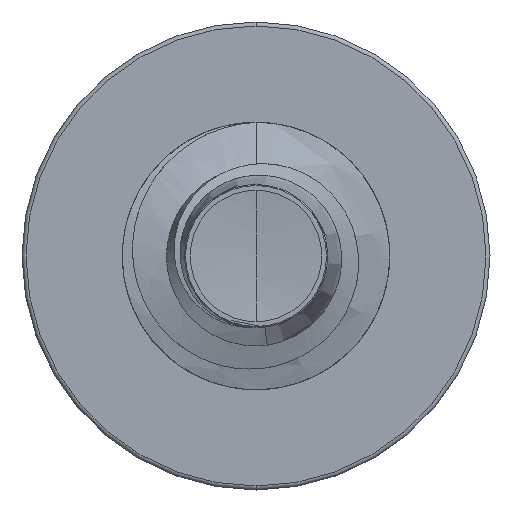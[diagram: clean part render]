
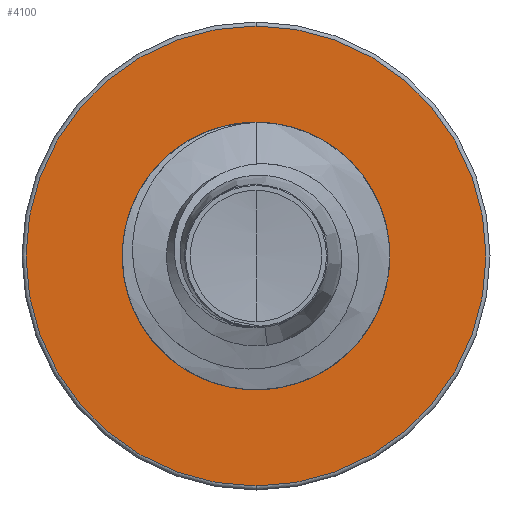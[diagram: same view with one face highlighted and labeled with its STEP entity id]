
A CAD part, front view. The second image highlights one B-rep face of the part: STEP entity #4100.
In plain terms, the highlighted planar face has unit normal (0, -1, 0).
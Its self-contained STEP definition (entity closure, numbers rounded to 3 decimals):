
#2245 = AXIS2_PLACEMENT_3D ( 'NONE', #8309, #22451, #10993 ) ;
#2329 = DIRECTION ( 'NONE',  ( 0., 0., 1. ) ) ;
#2364 = DIRECTION ( 'NONE',  ( 0., 1., 0. ) ) ;
#2373 = CARTESIAN_POINT ( 'NONE',  ( 0., 22.5, 0. ) ) ;
#3890 = VERTEX_POINT ( 'NONE', #18247 ) ;
#4100 = ADVANCED_FACE ( 'NONE', ( #24733, #20874 ), #17651, .F. ) ;
#5240 = ORIENTED_EDGE ( 'NONE', *, *, #14518, .T. ) ;
#5463 = DIRECTION ( 'NONE',  ( 0., 1., 0. ) ) ;
#6534 = AXIS2_PLACEMENT_3D ( 'NONE', #19363, #5463, #20977 ) ;
#7530 = DIRECTION ( 'NONE',  ( 0., 1., 0. ) ) ;
#8309 = CARTESIAN_POINT ( 'NONE',  ( 0., 22.5, 0. ) ) ;
#10993 = DIRECTION ( 'NONE',  ( 0., 0., 1. ) ) ;
#11424 = AXIS2_PLACEMENT_3D ( 'NONE', #17534, #17427, #17403 ) ;
#11649 = ORIENTED_EDGE ( 'NONE', *, *, #21205, .F. ) ;
#14518 = EDGE_CURVE ( 'NONE', #3890, #23132, #20611, .T. ) ;
#14952 = CIRCLE ( 'NONE', #2245, 5.16 ) ;
#16799 = ORIENTED_EDGE ( 'NONE', *, *, #23277, .F. ) ;
#17219 = CIRCLE ( 'NONE', #17691, 2.842 ) ;
#17403 = DIRECTION ( 'NONE',  ( 0., 0., 1. ) ) ;
#17427 = DIRECTION ( 'NONE',  ( 0., 1., 0. ) ) ;
#17534 = CARTESIAN_POINT ( 'NONE',  ( 0., 22.5, -2.842 ) ) ;
#17651 = PLANE ( 'NONE',  #11424 ) ;
#17691 = AXIS2_PLACEMENT_3D ( 'NONE', #20520, #7530, #22025 ) ;
#18247 = CARTESIAN_POINT ( 'NONE',  ( 0., 22.5, 2.842 ) ) ;
#18873 = CARTESIAN_POINT ( 'NONE',  ( 0., 22.5, -2.842 ) ) ;
#19363 = CARTESIAN_POINT ( 'NONE',  ( 0., 22.5, 0. ) ) ;
#20223 = VERTEX_POINT ( 'NONE', #25915 ) ;
#20520 = CARTESIAN_POINT ( 'NONE',  ( 0., 22.5, 0. ) ) ;
#20611 = CIRCLE ( 'NONE', #21927, 2.842 ) ;
#20874 = FACE_BOUND ( 'NONE', #26489, .T. ) ;
#20977 = DIRECTION ( 'NONE',  ( 0., 0., 1. ) ) ;
#21145 = VERTEX_POINT ( 'NONE', #23836 ) ;
#21205 = EDGE_CURVE ( 'NONE', #20223, #21145, #26216, .T. ) ;
#21646 = EDGE_LOOP ( 'NONE', ( #16799, #11649 ) ) ;
#21927 = AXIS2_PLACEMENT_3D ( 'NONE', #2373, #2364, #2329 ) ;
#22025 = DIRECTION ( 'NONE',  ( 0., 0., 1. ) ) ;
#22451 = DIRECTION ( 'NONE',  ( 0., 1., 0. ) ) ;
#23132 = VERTEX_POINT ( 'NONE', #18873 ) ;
#23277 = EDGE_CURVE ( 'NONE', #21145, #20223, #14952, .T. ) ;
#23836 = CARTESIAN_POINT ( 'NONE',  ( 0., 22.5, 5.16 ) ) ;
#24733 = FACE_OUTER_BOUND ( 'NONE', #21646, .T. ) ;
#25401 = EDGE_CURVE ( 'NONE', #23132, #3890, #17219, .T. ) ;
#25915 = CARTESIAN_POINT ( 'NONE',  ( 0., 22.5, -5.16 ) ) ;
#25931 = ORIENTED_EDGE ( 'NONE', *, *, #25401, .T. ) ;
#26216 = CIRCLE ( 'NONE', #6534, 5.16 ) ;
#26489 = EDGE_LOOP ( 'NONE', ( #5240, #25931 ) ) ;
